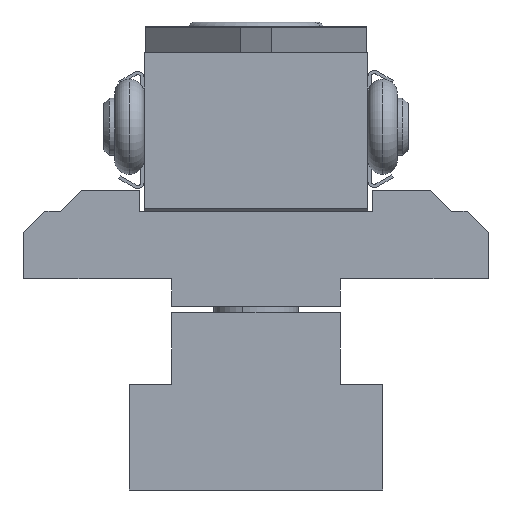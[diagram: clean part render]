
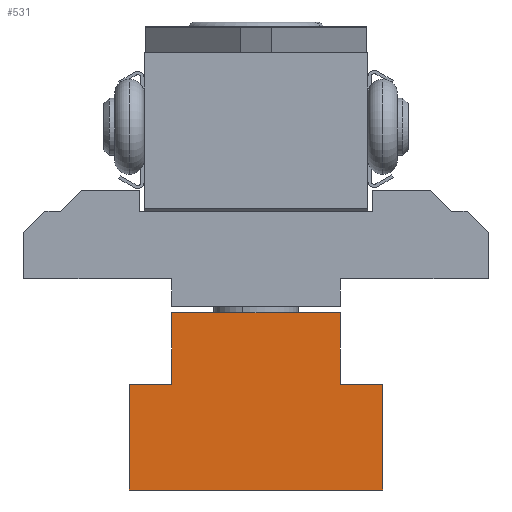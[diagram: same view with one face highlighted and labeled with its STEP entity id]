
A CAD part, front view. The second image highlights one B-rep face of the part: STEP entity #531.
In plain terms, the highlighted planar face has unit normal (0, -1, 0).
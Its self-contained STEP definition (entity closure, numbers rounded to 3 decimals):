
#531=ADVANCED_FACE('',(#1172),#1173,.T.);
#1172=FACE_OUTER_BOUND('',#1988,.T.);
#1173=PLANE('',#1989);
#1988=EDGE_LOOP('',(#3252,#3253,#3254,#3255,#3256,#3257,#3258,#3259));
#1989=AXIS2_PLACEMENT_3D('',#3260,#3261,#3262);
#3252=ORIENTED_EDGE('',*,*,#5022,.F.);
#3253=ORIENTED_EDGE('',*,*,#5035,.T.);
#3254=ORIENTED_EDGE('',*,*,#5031,.T.);
#3255=ORIENTED_EDGE('',*,*,#5026,.T.);
#3256=ORIENTED_EDGE('',*,*,#5042,.F.);
#3257=ORIENTED_EDGE('',*,*,#5044,.F.);
#3258=ORIENTED_EDGE('',*,*,#5048,.F.);
#3259=ORIENTED_EDGE('',*,*,#5052,.F.);
#3260=CARTESIAN_POINT('',(-5.528,-13.,-12.072));
#3261=DIRECTION('',(0.0,-1.0,0.0));
#3262=DIRECTION('',(0.0,0.0,-1.0));
#5022=EDGE_CURVE('',#6042,#6044,#6045,.T.);
#5026=EDGE_CURVE('',#6049,#6050,#6051,.T.);
#5031=EDGE_CURVE('',#6058,#6049,#6059,.T.);
#5035=EDGE_CURVE('',#6042,#6058,#6064,.T.);
#5042=EDGE_CURVE('',#6071,#6050,#6073,.T.);
#5044=EDGE_CURVE('',#6075,#6071,#6076,.T.);
#5048=EDGE_CURVE('',#6081,#6075,#6082,.T.);
#5052=EDGE_CURVE('',#6044,#6081,#6087,.T.);
#6042=VERTEX_POINT('',#7548);
#6044=VERTEX_POINT('',#7551);
#6045=LINE('',#7552,#7553);
#6049=VERTEX_POINT('',#7558);
#6050=VERTEX_POINT('',#7559);
#6051=LINE('',#7560,#7561);
#6058=VERTEX_POINT('',#7571);
#6059=LINE('',#7572,#7573);
#6064=LINE('',#7580,#7581);
#6071=VERTEX_POINT('',#7590);
#6073=LINE('',#7593,#7594);
#6075=VERTEX_POINT('',#7596);
#6076=LINE('',#7597,#7598);
#6081=VERTEX_POINT('',#7605);
#6082=LINE('',#7606,#7607);
#6087=LINE('',#7614,#7615);
#7548=CARTESIAN_POINT('',(12.,-13.,-20.));
#7551=CARTESIAN_POINT('',(-12.,-13.,-20.));
#7552=CARTESIAN_POINT('',(12.,-13.,-20.));
#7553=VECTOR('',#9013,24.0);
#7558=CARTESIAN_POINT('',(8.,-13.,-10.));
#7559=CARTESIAN_POINT('',(8.,-13.,-3.2));
#7560=CARTESIAN_POINT('',(8.,-13.,-10.));
#7561=VECTOR('',#9018,6.8);
#7571=CARTESIAN_POINT('',(12.,-13.,-10.));
#7572=CARTESIAN_POINT('',(12.,-13.,-10.));
#7573=VECTOR('',#9022,4.0);
#7580=CARTESIAN_POINT('',(12.,-13.,-20.));
#7581=VECTOR('',#9025,10.0);
#7590=CARTESIAN_POINT('',(-8.,-13.,-3.2));
#7593=CARTESIAN_POINT('',(-8.,-13.,-3.2));
#7594=VECTOR('',#9032,16.0);
#7596=CARTESIAN_POINT('',(-8.,-13.,-10.));
#7597=CARTESIAN_POINT('',(-8.,-13.,-10.));
#7598=VECTOR('',#9033,6.8);
#7605=CARTESIAN_POINT('',(-12.,-13.,-10.));
#7606=CARTESIAN_POINT('',(-12.,-13.,-10.));
#7607=VECTOR('',#9036,4.0);
#7614=CARTESIAN_POINT('',(-12.,-13.,-20.));
#7615=VECTOR('',#9039,10.0);
#9013=DIRECTION('',(-1.0,0.0,0.0));
#9018=DIRECTION('',(0.0,0.0,1.0));
#9022=DIRECTION('',(-1.0,0.0,0.0));
#9025=DIRECTION('',(0.0,0.0,1.0));
#9032=DIRECTION('',(1.0,0.0,0.0));
#9033=DIRECTION('',(0.0,0.0,1.0));
#9036=DIRECTION('',(1.0,0.0,0.0));
#9039=DIRECTION('',(0.0,0.0,1.0));
